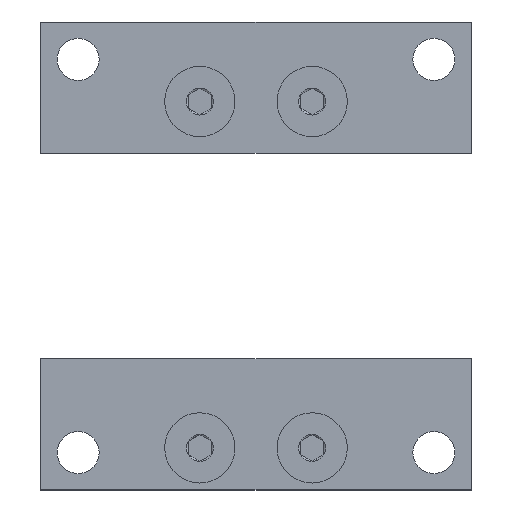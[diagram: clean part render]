
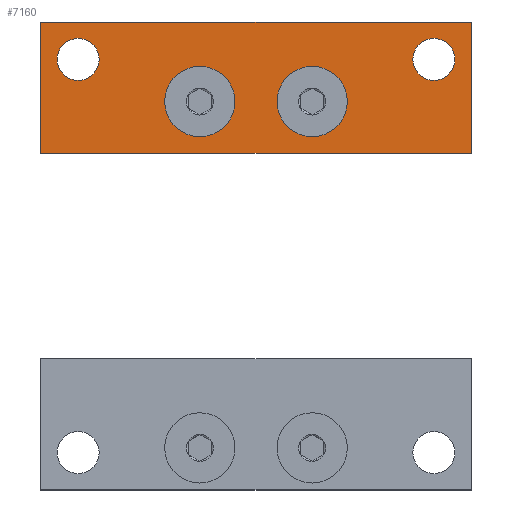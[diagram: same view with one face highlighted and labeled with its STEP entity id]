
A CAD part, front view. The second image highlights one B-rep face of the part: STEP entity #7160.
In plain terms, the highlighted planar face has unit normal (0, -1, 0).
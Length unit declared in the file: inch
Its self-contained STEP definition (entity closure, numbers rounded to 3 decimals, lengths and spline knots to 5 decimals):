
#129 = EDGE_LOOP ( 'NONE', ( #399, #4769 ) ) ;
#318 = CARTESIAN_POINT ( 'NONE',  ( 2.375, 0., 0.656 ) ) ;
#399 = ORIENTED_EDGE ( 'NONE', *, *, #12719, .T. ) ;
#472 = DIRECTION ( 'NONE',  ( 0., -1., 0. ) ) ;
#770 = CARTESIAN_POINT ( 'NONE',  ( -2.875, 0., -0.875 ) ) ;
#928 = DIRECTION ( 'NONE',  ( 0., 1., 0. ) ) ;
#1298 = CARTESIAN_POINT ( 'NONE',  ( -2.375, 0., 0.094 ) ) ;
#1482 = LINE ( 'NONE', #5229, #13677 ) ;
#1703 = CARTESIAN_POINT ( 'NONE',  ( -2.375, 0., 0.375 ) ) ;
#1837 = CARTESIAN_POINT ( 'NONE',  ( -0.75, 0., -0.187 ) ) ;
#1993 = DIRECTION ( 'NONE',  ( 0., 0., -1. ) ) ;
#2324 = CARTESIAN_POINT ( 'NONE',  ( 0.75, 0., -0.187 ) ) ;
#2476 = CARTESIAN_POINT ( 'NONE',  ( 2.375, 0., 0.094 ) ) ;
#2482 = CARTESIAN_POINT ( 'NONE',  ( -2.875, 0., -0.875 ) ) ;
#2512 = VERTEX_POINT ( 'NONE', #2476 ) ;
#2554 = AXIS2_PLACEMENT_3D ( 'NONE', #4268, #9486, #5802 ) ;
#2634 = CIRCLE ( 'NONE', #12237, 0.281 ) ;
#2650 = CARTESIAN_POINT ( 'NONE',  ( 0.75, 0., 0.282 ) ) ;
#2793 = CIRCLE ( 'NONE', #13479, 0.281 ) ;
#2895 = CARTESIAN_POINT ( 'NONE',  ( -2.875, 0., 0.875 ) ) ;
#3159 = FACE_OUTER_BOUND ( 'NONE', #8340, .T. ) ;
#3258 = EDGE_LOOP ( 'NONE', ( #5120, #14360 ) ) ;
#3529 = AXIS2_PLACEMENT_3D ( 'NONE', #6954, #12202, #10899 ) ;
#3806 = CIRCLE ( 'NONE', #5732, 0.281 ) ;
#3836 = ORIENTED_EDGE ( 'NONE', *, *, #5711, .F. ) ;
#4268 = CARTESIAN_POINT ( 'NONE',  ( -0.75, 0., -0.187 ) ) ;
#4279 = FACE_BOUND ( 'NONE', #129, .T. ) ;
#4364 = DIRECTION ( 'NONE',  ( 0., 0., -1. ) ) ;
#4769 = ORIENTED_EDGE ( 'NONE', *, *, #16783, .T. ) ;
#4810 = DIRECTION ( 'NONE',  ( 0., 0., -1. ) ) ;
#4851 = ORIENTED_EDGE ( 'NONE', *, *, #12816, .T. ) ;
#5000 = VERTEX_POINT ( 'NONE', #6976 ) ;
#5120 = ORIENTED_EDGE ( 'NONE', *, *, #9078, .F. ) ;
#5153 = ORIENTED_EDGE ( 'NONE', *, *, #11948, .F. ) ;
#5229 = CARTESIAN_POINT ( 'NONE',  ( 2.875, 0., 0.875 ) ) ;
#5633 = AXIS2_PLACEMENT_3D ( 'NONE', #2324, #10272, #6250 ) ;
#5711 = EDGE_CURVE ( 'NONE', #14251, #5955, #11480, .T. ) ;
#5732 = AXIS2_PLACEMENT_3D ( 'NONE', #16618, #11483, #4810 ) ;
#5798 = ORIENTED_EDGE ( 'NONE', *, *, #16608, .F. ) ;
#5802 = DIRECTION ( 'NONE',  ( 0., 0., -1. ) ) ;
#5846 = CARTESIAN_POINT ( 'NONE',  ( -2.375, 0., 0.656 ) ) ;
#5890 = FACE_BOUND ( 'NONE', #13417, .T. ) ;
#5955 = VERTEX_POINT ( 'NONE', #770 ) ;
#6050 = CARTESIAN_POINT ( 'NONE',  ( 2.375, 0., 0.375 ) ) ;
#6093 = VERTEX_POINT ( 'NONE', #15393 ) ;
#6250 = DIRECTION ( 'NONE',  ( 0., 0., -1. ) ) ;
#6433 = VERTEX_POINT ( 'NONE', #7984 ) ;
#6669 = AXIS2_PLACEMENT_3D ( 'NONE', #14724, #9590, #4364 ) ;
#6695 = DIRECTION ( 'NONE',  ( 0., 0., -1. ) ) ;
#6925 = FACE_BOUND ( 'NONE', #3258, .T. ) ;
#6954 = CARTESIAN_POINT ( 'NONE',  ( -2.375, 0., 0.375 ) ) ;
#6976 = CARTESIAN_POINT ( 'NONE',  ( 0.75, 0., -0.656 ) ) ;
#7160 = ADVANCED_FACE ( 'NONE', ( #6925, #14898, #5890, #4279, #3159 ), #12079, .T. ) ;
#7349 = EDGE_LOOP ( 'NONE', ( #13064, #5153 ) ) ;
#7984 = CARTESIAN_POINT ( 'NONE',  ( -0.75, 0., 0.282 ) ) ;
#8027 = LINE ( 'NONE', #2895, #9373 ) ;
#8150 = VERTEX_POINT ( 'NONE', #318 ) ;
#8226 = ORIENTED_EDGE ( 'NONE', *, *, #13830, .F. ) ;
#8340 = EDGE_LOOP ( 'NONE', ( #5798, #8226, #15831, #3836 ) ) ;
#8484 = DIRECTION ( 'NONE',  ( 0., -1., 0. ) ) ;
#8720 = EDGE_CURVE ( 'NONE', #6433, #6093, #9733, .T. ) ;
#8832 = VERTEX_POINT ( 'NONE', #15014 ) ;
#9058 = VECTOR ( 'NONE', #11233, 39.37008 ) ;
#9078 = EDGE_CURVE ( 'NONE', #6093, #6433, #11319, .T. ) ;
#9373 = VECTOR ( 'NONE', #13101, 39.37008 ) ;
#9486 = DIRECTION ( 'NONE',  ( 0., -1., 0. ) ) ;
#9590 = DIRECTION ( 'NONE',  ( 0., -1., 0. ) ) ;
#9733 = CIRCLE ( 'NONE', #11398, 0.469 ) ;
#10149 = DIRECTION ( 'NONE',  ( 0., 0., -1. ) ) ;
#10272 = DIRECTION ( 'NONE',  ( 0., -1., 0. ) ) ;
#10514 = ORIENTED_EDGE ( 'NONE', *, *, #16833, .T. ) ;
#10846 = CIRCLE ( 'NONE', #5633, 0.469 ) ;
#10863 = DIRECTION ( 'NONE',  ( 0., 0., -1. ) ) ;
#10899 = DIRECTION ( 'NONE',  ( 0., 0., -1. ) ) ;
#11233 = DIRECTION ( 'NONE',  ( 0., 0., 1. ) ) ;
#11319 = CIRCLE ( 'NONE', #2554, 0.469 ) ;
#11398 = AXIS2_PLACEMENT_3D ( 'NONE', #1837, #472, #14844 ) ;
#11480 = LINE ( 'NONE', #2482, #16736 ) ;
#11483 = DIRECTION ( 'NONE',  ( 0., 1., 0. ) ) ;
#11948 = EDGE_CURVE ( 'NONE', #15760, #5000, #10846, .T. ) ;
#12079 = PLANE ( 'NONE',  #6669 ) ;
#12158 = DIRECTION ( 'NONE',  ( 0., 1., 0. ) ) ;
#12202 = DIRECTION ( 'NONE',  ( 0., 1., 0. ) ) ;
#12237 = AXIS2_PLACEMENT_3D ( 'NONE', #1703, #12158, #10863 ) ;
#12285 = CARTESIAN_POINT ( 'NONE',  ( 0.75, 0., -0.187 ) ) ;
#12694 = CARTESIAN_POINT ( 'NONE',  ( -2.875, 0., 0.875 ) ) ;
#12719 = EDGE_CURVE ( 'NONE', #14829, #14877, #2634, .T. ) ;
#12816 = EDGE_CURVE ( 'NONE', #8150, #2512, #2793, .T. ) ;
#12913 = CIRCLE ( 'NONE', #13746, 0.469 ) ;
#13064 = ORIENTED_EDGE ( 'NONE', *, *, #15542, .F. ) ;
#13101 = DIRECTION ( 'NONE',  ( 1., 0., 0. ) ) ;
#13417 = EDGE_LOOP ( 'NONE', ( #4851, #10514 ) ) ;
#13479 = AXIS2_PLACEMENT_3D ( 'NONE', #6050, #928, #10149 ) ;
#13677 = VECTOR ( 'NONE', #6695, 39.37008 ) ;
#13746 = AXIS2_PLACEMENT_3D ( 'NONE', #12285, #8484, #1993 ) ;
#13830 = EDGE_CURVE ( 'NONE', #8832, #14111, #8027, .T. ) ;
#13938 = CIRCLE ( 'NONE', #3529, 0.281 ) ;
#14111 = VERTEX_POINT ( 'NONE', #14188 ) ;
#14188 = CARTESIAN_POINT ( 'NONE',  ( 2.875, 0., 0.875 ) ) ;
#14251 = VERTEX_POINT ( 'NONE', #14698 ) ;
#14360 = ORIENTED_EDGE ( 'NONE', *, *, #8720, .F. ) ;
#14698 = CARTESIAN_POINT ( 'NONE',  ( 2.875, 0., -0.875 ) ) ;
#14724 = CARTESIAN_POINT ( 'NONE',  ( 2.875, 0., -0.875 ) ) ;
#14829 = VERTEX_POINT ( 'NONE', #5846 ) ;
#14844 = DIRECTION ( 'NONE',  ( 0., 0., -1. ) ) ;
#14877 = VERTEX_POINT ( 'NONE', #1298 ) ;
#14898 = FACE_BOUND ( 'NONE', #7349, .T. ) ;
#15014 = CARTESIAN_POINT ( 'NONE',  ( -2.875, 0., 0.875 ) ) ;
#15393 = CARTESIAN_POINT ( 'NONE',  ( -0.75, 0., -0.656 ) ) ;
#15542 = EDGE_CURVE ( 'NONE', #5000, #15760, #12913, .T. ) ;
#15633 = EDGE_CURVE ( 'NONE', #5955, #8832, #16684, .T. ) ;
#15667 = DIRECTION ( 'NONE',  ( -1., 0., 0. ) ) ;
#15760 = VERTEX_POINT ( 'NONE', #2650 ) ;
#15831 = ORIENTED_EDGE ( 'NONE', *, *, #15633, .F. ) ;
#16608 = EDGE_CURVE ( 'NONE', #14111, #14251, #1482, .T. ) ;
#16618 = CARTESIAN_POINT ( 'NONE',  ( 2.375, 0., 0.375 ) ) ;
#16684 = LINE ( 'NONE', #12694, #9058 ) ;
#16736 = VECTOR ( 'NONE', #15667, 39.37008 ) ;
#16783 = EDGE_CURVE ( 'NONE', #14877, #14829, #13938, .T. ) ;
#16833 = EDGE_CURVE ( 'NONE', #2512, #8150, #3806, .T. ) ;
